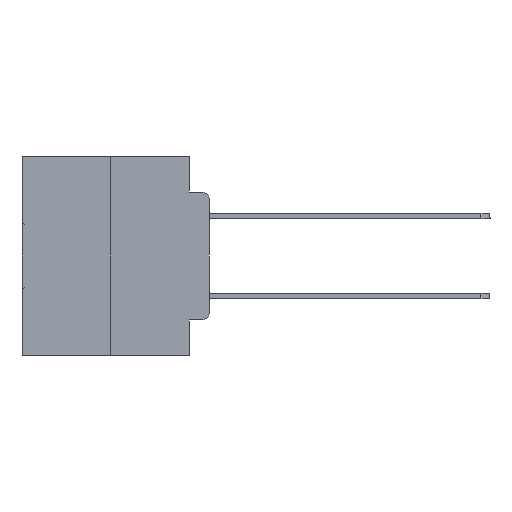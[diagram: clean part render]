
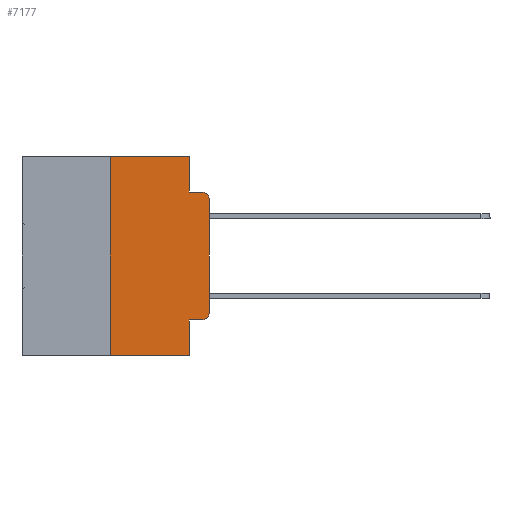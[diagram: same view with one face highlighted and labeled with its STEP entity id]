
A CAD part, left-side view. The second image highlights one B-rep face of the part: STEP entity #7177.
In plain terms, the highlighted planar face has unit normal (-1, 0, 0).
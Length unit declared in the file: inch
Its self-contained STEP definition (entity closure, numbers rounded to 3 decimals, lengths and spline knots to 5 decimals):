
#138 = ORIENTED_EDGE ( 'NONE', *, *, #25629, .T. ) ;
#1545 = VERTEX_POINT ( 'NONE', #21772 ) ;
#2108 = LINE ( 'NONE', #17251, #19288 ) ;
#2327 = CARTESIAN_POINT ( 'NONE',  ( 0., 0.473, 0. ) ) ;
#3299 = DIRECTION ( 'NONE',  ( 0., 0., 1. ) ) ;
#3665 = CIRCLE ( 'NONE', #15884, 0.02 ) ;
#3858 = VECTOR ( 'NONE', #14716, 39.37008 ) ;
#4116 = ORIENTED_EDGE ( 'NONE', *, *, #21775, .T. ) ;
#4619 = PLANE ( 'NONE',  #23182 ) ;
#4889 = DIRECTION ( 'NONE',  ( 0., -1., 0. ) ) ;
#7177 = ADVANCED_FACE ( 'NONE', ( #18961 ), #4619, .F. ) ;
#8245 = CARTESIAN_POINT ( 'NONE',  ( 0., 0.051, -0.5 ) ) ;
#8549 = CARTESIAN_POINT ( 'NONE',  ( 0., 0.051, -0.4115 ) ) ;
#8731 = VERTEX_POINT ( 'NONE', #17712 ) ;
#8846 = EDGE_CURVE ( 'NONE', #28819, #12510, #16994, .T. ) ;
#9411 = DIRECTION ( 'NONE',  ( 0., -1., 0. ) ) ;
#9603 = DIRECTION ( 'NONE',  ( 0., 0., -1. ) ) ;
#9695 = DIRECTION ( 'NONE',  ( -1., 0., 0. ) ) ;
#9802 = ORIENTED_EDGE ( 'NONE', *, *, #18539, .F. ) ;
#10061 = CARTESIAN_POINT ( 'NONE',  ( 0., 0.051, -0.0885 ) ) ;
#10541 = EDGE_CURVE ( 'NONE', #12510, #20334, #29726, .T. ) ;
#10923 = DIRECTION ( 'NONE',  ( 0., 0., -1. ) ) ;
#11345 = ORIENTED_EDGE ( 'NONE', *, *, #10541, .F. ) ;
#11412 = VERTEX_POINT ( 'NONE', #8245 ) ;
#11560 = LINE ( 'NONE', #2327, #24325 ) ;
#11699 = DIRECTION ( 'NONE',  ( -1., 0., 0. ) ) ;
#11778 = AXIS2_PLACEMENT_3D ( 'NONE', #26082, #11699, #28492 ) ;
#11807 = CARTESIAN_POINT ( 'NONE',  ( 0., 0.25, 0. ) ) ;
#12426 = CARTESIAN_POINT ( 'NONE',  ( 0., 0.02, -0.0885 ) ) ;
#12510 = VERTEX_POINT ( 'NONE', #17700 ) ;
#12638 = LINE ( 'NONE', #27633, #24645 ) ;
#13235 = VERTEX_POINT ( 'NONE', #26204 ) ;
#14050 = VECTOR ( 'NONE', #22616, 39.37008 ) ;
#14149 = ORIENTED_EDGE ( 'NONE', *, *, #24008, .T. ) ;
#14714 = EDGE_CURVE ( 'NONE', #8731, #11412, #2108, .T. ) ;
#14716 = DIRECTION ( 'NONE',  ( 0., 0., 1. ) ) ;
#14823 = LINE ( 'NONE', #16589, #15548 ) ;
#15158 = VERTEX_POINT ( 'NONE', #11807 ) ;
#15331 = EDGE_CURVE ( 'NONE', #23377, #11412, #26836, .T. ) ;
#15548 = VECTOR ( 'NONE', #9411, 39.37008 ) ;
#15753 = ORIENTED_EDGE ( 'NONE', *, *, #15331, .F. ) ;
#15884 = AXIS2_PLACEMENT_3D ( 'NONE', #24118, #9695, #26553 ) ;
#16147 = CARTESIAN_POINT ( 'NONE',  ( 0., 0., -0.1085 ) ) ;
#16589 = CARTESIAN_POINT ( 'NONE',  ( 0., 0.051, -0.4115 ) ) ;
#16994 = LINE ( 'NONE', #25321, #23410 ) ;
#17251 = CARTESIAN_POINT ( 'NONE',  ( 0., 0.473, -0.5 ) ) ;
#17700 = CARTESIAN_POINT ( 'NONE',  ( 0., 0.051, -0.0885 ) ) ;
#17712 = CARTESIAN_POINT ( 'NONE',  ( 0., 0.25, -0.5 ) ) ;
#18539 = EDGE_CURVE ( 'NONE', #8731, #15158, #23270, .T. ) ;
#18961 = FACE_OUTER_BOUND ( 'NONE', #29227, .T. ) ;
#19288 = VECTOR ( 'NONE', #19651, 39.37008 ) ;
#19651 = DIRECTION ( 'NONE',  ( 0., -1., 0. ) ) ;
#20158 = EDGE_CURVE ( 'NONE', #13235, #1545, #21680, .T. ) ;
#20295 = EDGE_CURVE ( 'NONE', #15158, #28819, #11560, .T. ) ;
#20334 = VERTEX_POINT ( 'NONE', #12426 ) ;
#21594 = CARTESIAN_POINT ( 'NONE',  ( 0., 0.473, 0. ) ) ;
#21680 = CIRCLE ( 'NONE', #11778, 0.02 ) ;
#21772 = CARTESIAN_POINT ( 'NONE',  ( 0., 0., -0.3915 ) ) ;
#21775 = EDGE_CURVE ( 'NONE', #23377, #13235, #14823, .T. ) ;
#21842 = CARTESIAN_POINT ( 'NONE',  ( 0., 0.25, 0. ) ) ;
#22066 = CARTESIAN_POINT ( 'NONE',  ( 0., 0.051, 0. ) ) ;
#22606 = VECTOR ( 'NONE', #29282, 39.37008 ) ;
#22616 = DIRECTION ( 'NONE',  ( 0., 0., -1. ) ) ;
#22770 = ORIENTED_EDGE ( 'NONE', *, *, #8846, .F. ) ;
#22939 = ORIENTED_EDGE ( 'NONE', *, *, #20158, .T. ) ;
#23182 = AXIS2_PLACEMENT_3D ( 'NONE', #21594, #24034, #9603 ) ;
#23270 = LINE ( 'NONE', #21842, #3858 ) ;
#23377 = VERTEX_POINT ( 'NONE', #8549 ) ;
#23410 = VECTOR ( 'NONE', #10923, 39.37008 ) ;
#24008 = EDGE_CURVE ( 'NONE', #1545, #27947, #12638, .T. ) ;
#24034 = DIRECTION ( 'NONE',  ( 1., 0., 0. ) ) ;
#24118 = CARTESIAN_POINT ( 'NONE',  ( 0., 0.02, -0.1085 ) ) ;
#24321 = CARTESIAN_POINT ( 'NONE',  ( 0., 0.051, 0. ) ) ;
#24325 = VECTOR ( 'NONE', #4889, 39.37008 ) ;
#24645 = VECTOR ( 'NONE', #3299, 39.37008 ) ;
#25321 = CARTESIAN_POINT ( 'NONE',  ( 0., 0.051, 0. ) ) ;
#25629 = EDGE_CURVE ( 'NONE', #27947, #20334, #3665, .T. ) ;
#26082 = CARTESIAN_POINT ( 'NONE',  ( 0., 0.02, -0.3915 ) ) ;
#26204 = CARTESIAN_POINT ( 'NONE',  ( 0., 0.02, -0.4115 ) ) ;
#26553 = DIRECTION ( 'NONE',  ( 0., 0., -1. ) ) ;
#26836 = LINE ( 'NONE', #22066, #14050 ) ;
#27633 = CARTESIAN_POINT ( 'NONE',  ( 0., 0., 0. ) ) ;
#27947 = VERTEX_POINT ( 'NONE', #16147 ) ;
#28492 = DIRECTION ( 'NONE',  ( 0., 0., -1. ) ) ;
#28819 = VERTEX_POINT ( 'NONE', #24321 ) ;
#29141 = ORIENTED_EDGE ( 'NONE', *, *, #14714, .T. ) ;
#29227 = EDGE_LOOP ( 'NONE', ( #14149, #138, #11345, #22770, #29351, #9802, #29141, #15753, #4116, #22939 ) ) ;
#29282 = DIRECTION ( 'NONE',  ( 0., -1., 0. ) ) ;
#29351 = ORIENTED_EDGE ( 'NONE', *, *, #20295, .F. ) ;
#29726 = LINE ( 'NONE', #10061, #22606 ) ;
